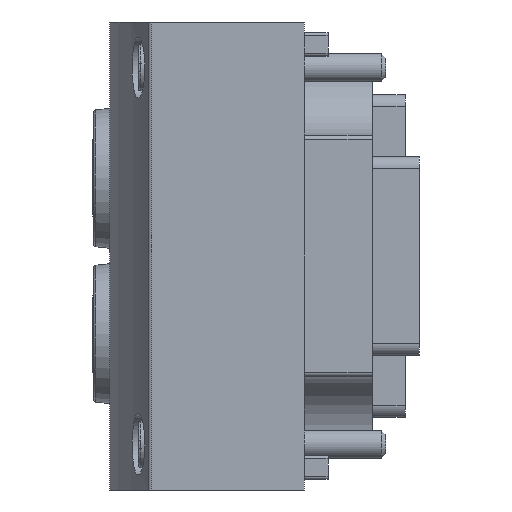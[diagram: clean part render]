
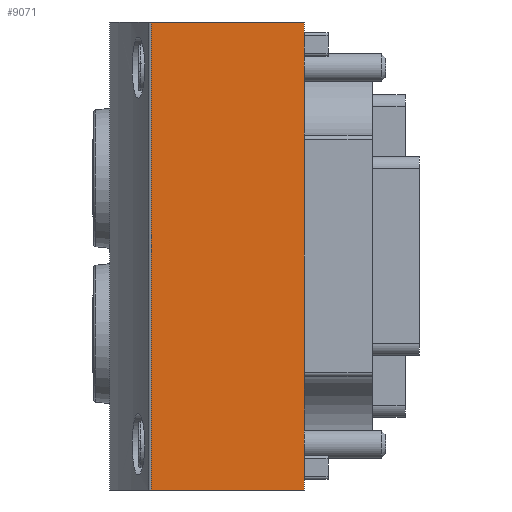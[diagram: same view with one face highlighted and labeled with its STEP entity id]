
A CAD part, left-side view. The second image highlights one B-rep face of the part: STEP entity #9071.
In plain terms, the highlighted planar face has unit normal (-1, 0, 0).
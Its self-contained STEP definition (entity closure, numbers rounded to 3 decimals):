
#905=ORIENTED_EDGE('',*,*,#3520,.T.);
#906=ORIENTED_EDGE('',*,*,#3521,.F.);
#907=ORIENTED_EDGE('',*,*,#3522,.F.);
#908=ORIENTED_EDGE('',*,*,#3518,.T.);
#3518=EDGE_CURVE('',#4826,#4825,#5689,.T.);
#3520=EDGE_CURVE('',#4825,#4827,#5690,.T.);
#3521=EDGE_CURVE('',#4828,#4827,#5691,.T.);
#3522=EDGE_CURVE('',#4826,#4828,#5692,.T.);
#4825=VERTEX_POINT('',#13921);
#4826=VERTEX_POINT('',#13923);
#4827=VERTEX_POINT('',#13927);
#4828=VERTEX_POINT('',#13929);
#5689=LINE('',#13922,#6575);
#5690=LINE('',#13926,#6576);
#5691=LINE('',#13928,#6577);
#5692=LINE('',#13930,#6578);
#6575=VECTOR('',#10882,1000.);
#6576=VECTOR('',#10887,1000.);
#6577=VECTOR('',#10888,1000.);
#6578=VECTOR('',#10889,1000.);
#7363=EDGE_LOOP('',(#905,#906,#907,#908));
#8065=FACE_BOUND('',#7363,.T.);
#8731=PLANE('',#9700);
#9071=ADVANCED_FACE('',(#8065),#8731,.F.);
#9700=AXIS2_PLACEMENT_3D('',#13925,#10885,#10886);
#10882=DIRECTION('',(0.,0.,-1.));
#10885=DIRECTION('',(1.,0.,0.));
#10886=DIRECTION('',(0.,0.,-1.));
#10887=DIRECTION('',(0.,-1.,0.));
#10888=DIRECTION('',(0.,0.,-1.));
#10889=DIRECTION('',(0.,-1.,0.));
#13921=CARTESIAN_POINT('',(-53.65,16.298,-24.85));
#13922=CARTESIAN_POINT('',(-53.65,16.298,24.85));
#13923=CARTESIAN_POINT('',(-53.65,16.298,24.85));
#13925=CARTESIAN_POINT('',(-53.65,16.298,24.85));
#13926=CARTESIAN_POINT('',(-53.65,16.298,-24.85));
#13927=CARTESIAN_POINT('',(-53.65,0.,-24.85));
#13928=CARTESIAN_POINT('',(-53.65,0.,24.85));
#13929=CARTESIAN_POINT('',(-53.65,0.,24.85));
#13930=CARTESIAN_POINT('',(-53.65,16.298,24.85));
